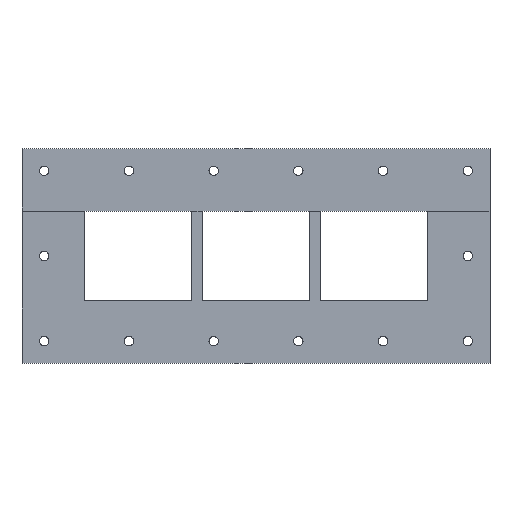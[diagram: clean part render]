
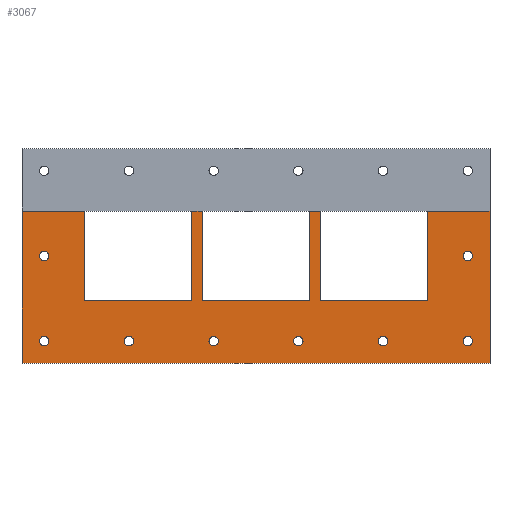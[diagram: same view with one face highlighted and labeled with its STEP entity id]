
A CAD part, top view. The second image highlights one B-rep face of the part: STEP entity #3067.
In plain terms, the highlighted planar face has unit normal (0, 0, 1).
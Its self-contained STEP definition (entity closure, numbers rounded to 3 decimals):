
#263=FACE_BOUND('',#730,.T.);
#264=FACE_BOUND('',#731,.T.);
#265=FACE_BOUND('',#732,.T.);
#266=FACE_BOUND('',#733,.T.);
#267=FACE_BOUND('',#734,.T.);
#268=FACE_BOUND('',#735,.T.);
#269=FACE_BOUND('',#736,.T.);
#270=FACE_BOUND('',#737,.T.);
#385=CIRCLE('',#3493,5.25);
#386=CIRCLE('',#3494,5.25);
#387=CIRCLE('',#3495,5.25);
#388=CIRCLE('',#3496,5.25);
#389=CIRCLE('',#3497,5.25);
#390=CIRCLE('',#3498,5.25);
#391=CIRCLE('',#3499,5.25);
#392=CIRCLE('',#3500,5.25);
#542=FACE_OUTER_BOUND('',#729,.T.);
#729=EDGE_LOOP('',(#2290,#2291,#2292,#2293,#2294,#2295,#2296,#2297,#2298,
#2299,#2300,#2301,#2302,#2303,#2304,#2305));
#730=EDGE_LOOP('',(#2306));
#731=EDGE_LOOP('',(#2307));
#732=EDGE_LOOP('',(#2308));
#733=EDGE_LOOP('',(#2309));
#734=EDGE_LOOP('',(#2310));
#735=EDGE_LOOP('',(#2311));
#736=EDGE_LOOP('',(#2312));
#737=EDGE_LOOP('',(#2313));
#1001=LINE('',#4878,#1242);
#1006=LINE('',#4888,#1247);
#1026=LINE('',#4930,#1267);
#1027=LINE('',#4932,#1268);
#1028=LINE('',#4934,#1269);
#1029=LINE('',#4936,#1270);
#1030=LINE('',#4938,#1271);
#1031=LINE('',#4940,#1272);
#1032=LINE('',#4942,#1273);
#1033=LINE('',#4944,#1274);
#1034=LINE('',#4946,#1275);
#1035=LINE('',#4948,#1276);
#1036=LINE('',#4950,#1277);
#1037=LINE('',#4952,#1278);
#1038=LINE('',#4953,#1279);
#1039=LINE('',#4954,#1280);
#1242=VECTOR('',#3952,10.);
#1247=VECTOR('',#3959,10.);
#1267=VECTOR('',#3989,10.);
#1268=VECTOR('',#3990,10.);
#1269=VECTOR('',#3991,10.);
#1270=VECTOR('',#3992,10.);
#1271=VECTOR('',#3993,10.);
#1272=VECTOR('',#3994,10.);
#1273=VECTOR('',#3995,10.);
#1274=VECTOR('',#3996,10.);
#1275=VECTOR('',#3997,10.);
#1276=VECTOR('',#3998,10.);
#1277=VECTOR('',#3999,10.);
#1278=VECTOR('',#4000,10.);
#1279=VECTOR('',#4001,10.);
#1280=VECTOR('',#4002,10.);
#1494=VERTEX_POINT('',#4876);
#1495=VERTEX_POINT('',#4877);
#1498=VERTEX_POINT('',#4885);
#1499=VERTEX_POINT('',#4887);
#1516=VERTEX_POINT('',#4929);
#1517=VERTEX_POINT('',#4931);
#1518=VERTEX_POINT('',#4933);
#1519=VERTEX_POINT('',#4935);
#1520=VERTEX_POINT('',#4937);
#1521=VERTEX_POINT('',#4939);
#1522=VERTEX_POINT('',#4941);
#1523=VERTEX_POINT('',#4943);
#1524=VERTEX_POINT('',#4945);
#1525=VERTEX_POINT('',#4947);
#1526=VERTEX_POINT('',#4949);
#1527=VERTEX_POINT('',#4951);
#1528=VERTEX_POINT('',#4955);
#1529=VERTEX_POINT('',#4957);
#1530=VERTEX_POINT('',#4959);
#1531=VERTEX_POINT('',#4961);
#1532=VERTEX_POINT('',#4963);
#1533=VERTEX_POINT('',#4965);
#1534=VERTEX_POINT('',#4967);
#1535=VERTEX_POINT('',#4969);
#1788=EDGE_CURVE('',#1494,#1495,#1001,.T.);
#1793=EDGE_CURVE('',#1499,#1498,#1006,.T.);
#1815=EDGE_CURVE('',#1498,#1516,#1026,.T.);
#1816=EDGE_CURVE('',#1516,#1517,#1027,.T.);
#1817=EDGE_CURVE('',#1517,#1518,#1028,.T.);
#1818=EDGE_CURVE('',#1518,#1519,#1029,.T.);
#1819=EDGE_CURVE('',#1519,#1520,#1030,.T.);
#1820=EDGE_CURVE('',#1520,#1521,#1031,.T.);
#1821=EDGE_CURVE('',#1521,#1522,#1032,.T.);
#1822=EDGE_CURVE('',#1522,#1523,#1033,.T.);
#1823=EDGE_CURVE('',#1523,#1524,#1034,.T.);
#1824=EDGE_CURVE('',#1524,#1525,#1035,.T.);
#1825=EDGE_CURVE('',#1525,#1526,#1036,.T.);
#1826=EDGE_CURVE('',#1526,#1527,#1037,.T.);
#1827=EDGE_CURVE('',#1527,#1494,#1038,.T.);
#1828=EDGE_CURVE('',#1495,#1499,#1039,.T.);
#1829=EDGE_CURVE('',#1528,#1528,#385,.T.);
#1830=EDGE_CURVE('',#1529,#1529,#386,.T.);
#1831=EDGE_CURVE('',#1530,#1530,#387,.T.);
#1832=EDGE_CURVE('',#1531,#1531,#388,.T.);
#1833=EDGE_CURVE('',#1532,#1532,#389,.T.);
#1834=EDGE_CURVE('',#1533,#1533,#390,.T.);
#1835=EDGE_CURVE('',#1534,#1534,#391,.T.);
#1836=EDGE_CURVE('',#1535,#1535,#392,.T.);
#2290=ORIENTED_EDGE('',*,*,#1793,.T.);
#2291=ORIENTED_EDGE('',*,*,#1815,.T.);
#2292=ORIENTED_EDGE('',*,*,#1816,.T.);
#2293=ORIENTED_EDGE('',*,*,#1817,.T.);
#2294=ORIENTED_EDGE('',*,*,#1818,.T.);
#2295=ORIENTED_EDGE('',*,*,#1819,.T.);
#2296=ORIENTED_EDGE('',*,*,#1820,.T.);
#2297=ORIENTED_EDGE('',*,*,#1821,.T.);
#2298=ORIENTED_EDGE('',*,*,#1822,.T.);
#2299=ORIENTED_EDGE('',*,*,#1823,.T.);
#2300=ORIENTED_EDGE('',*,*,#1824,.T.);
#2301=ORIENTED_EDGE('',*,*,#1825,.T.);
#2302=ORIENTED_EDGE('',*,*,#1826,.T.);
#2303=ORIENTED_EDGE('',*,*,#1827,.T.);
#2304=ORIENTED_EDGE('',*,*,#1788,.T.);
#2305=ORIENTED_EDGE('',*,*,#1828,.T.);
#2306=ORIENTED_EDGE('',*,*,#1829,.T.);
#2307=ORIENTED_EDGE('',*,*,#1830,.T.);
#2308=ORIENTED_EDGE('',*,*,#1831,.T.);
#2309=ORIENTED_EDGE('',*,*,#1832,.T.);
#2310=ORIENTED_EDGE('',*,*,#1833,.T.);
#2311=ORIENTED_EDGE('',*,*,#1834,.T.);
#2312=ORIENTED_EDGE('',*,*,#1835,.T.);
#2313=ORIENTED_EDGE('',*,*,#1836,.T.);
#2959=PLANE('',#3492);
#3067=ADVANCED_FACE('',(#542,#263,#264,#265,#266,#267,#268,#269,#270),#2959,
 .T.);
#3492=AXIS2_PLACEMENT_3D('',#4928,#3987,#3988);
#3493=AXIS2_PLACEMENT_3D('',#4956,#4003,#4004);
#3494=AXIS2_PLACEMENT_3D('',#4958,#4005,#4006);
#3495=AXIS2_PLACEMENT_3D('',#4960,#4007,#4008);
#3496=AXIS2_PLACEMENT_3D('',#4962,#4009,#4010);
#3497=AXIS2_PLACEMENT_3D('',#4964,#4011,#4012);
#3498=AXIS2_PLACEMENT_3D('',#4966,#4013,#4014);
#3499=AXIS2_PLACEMENT_3D('',#4968,#4015,#4016);
#3500=AXIS2_PLACEMENT_3D('',#4970,#4017,#4018);
#3952=DIRECTION('',(0.,1.,0.));
#3959=DIRECTION('',(0.,-1.,0.));
#3987=DIRECTION('center_axis',(0.,0.,1.));
#3988=DIRECTION('ref_axis',(1.,0.,0.));
#3989=DIRECTION('',(1.,0.,0.));
#3990=DIRECTION('',(0.,1.,0.));
#3991=DIRECTION('',(-1.,0.,0.));
#3992=DIRECTION('',(0.,-1.,0.));
#3993=DIRECTION('',(-1.,0.,0.));
#3994=DIRECTION('',(0.,1.,0.));
#3995=DIRECTION('',(-1.,0.,0.));
#3996=DIRECTION('',(0.,-1.,0.));
#3997=DIRECTION('',(-1.,0.,0.));
#3998=DIRECTION('',(0.,1.,0.));
#3999=DIRECTION('',(-1.,0.,0.));
#4000=DIRECTION('',(0.,-1.,0.));
#4001=DIRECTION('',(-1.,0.,0.));
#4002=DIRECTION('',(-1.,0.,0.));
#4003=DIRECTION('center_axis',(0.,0.,-1.));
#4004=DIRECTION('ref_axis',(1.,0.,0.));
#4005=DIRECTION('center_axis',(0.,0.,-1.));
#4006=DIRECTION('ref_axis',(1.,0.,0.));
#4007=DIRECTION('center_axis',(0.,0.,-1.));
#4008=DIRECTION('ref_axis',(1.,0.,0.));
#4009=DIRECTION('center_axis',(0.,0.,-1.));
#4010=DIRECTION('ref_axis',(1.,0.,0.));
#4011=DIRECTION('center_axis',(0.,0.,-1.));
#4012=DIRECTION('ref_axis',(1.,0.,0.));
#4013=DIRECTION('center_axis',(0.,0.,-1.));
#4014=DIRECTION('ref_axis',(1.,0.,0.));
#4015=DIRECTION('center_axis',(0.,0.,-1.));
#4016=DIRECTION('ref_axis',(1.,0.,0.));
#4017=DIRECTION('center_axis',(0.,0.,-1.));
#4018=DIRECTION('ref_axis',(1.,0.,0.));
#4876=CARTESIAN_POINT('',(-192.75,-50.5,0.));
#4877=CARTESIAN_POINT('',(-192.75,50.,0.));
#4878=CARTESIAN_POINT('',(-192.75,-25.25,0.));
#4885=CARTESIAN_POINT('',(-262.75,-120.5,0.));
#4887=CARTESIAN_POINT('',(-262.75,50.,0.));
#4888=CARTESIAN_POINT('',(-262.75,120.5,0.));
#4928=CARTESIAN_POINT('Origin',(0.,0.,0.));
#4929=CARTESIAN_POINT('',(262.75,-120.5,0.));
#4930=CARTESIAN_POINT('',(-262.75,-120.5,0.));
#4931=CARTESIAN_POINT('',(262.75,50.,0.));
#4932=CARTESIAN_POINT('',(262.75,-120.5,0.));
#4933=CARTESIAN_POINT('',(192.75,50.,0.));
#4934=CARTESIAN_POINT('',(131.375,50.,0.));
#4935=CARTESIAN_POINT('',(192.75,-50.5,0.));
#4936=CARTESIAN_POINT('',(192.75,25.25,0.));
#4937=CARTESIAN_POINT('',(72.25,-50.5,0.));
#4938=CARTESIAN_POINT('',(96.375,-50.5,0.));
#4939=CARTESIAN_POINT('',(72.25,50.,0.));
#4940=CARTESIAN_POINT('',(72.25,-25.25,0.));
#4941=CARTESIAN_POINT('',(60.25,50.,0.));
#4942=CARTESIAN_POINT('',(131.375,50.,0.));
#4943=CARTESIAN_POINT('',(60.25,-50.5,0.));
#4944=CARTESIAN_POINT('',(60.25,25.25,0.));
#4945=CARTESIAN_POINT('',(-60.25,-50.5,0.));
#4946=CARTESIAN_POINT('',(30.125,-50.5,0.));
#4947=CARTESIAN_POINT('',(-60.25,50.,0.));
#4948=CARTESIAN_POINT('',(-60.25,-25.25,0.));
#4949=CARTESIAN_POINT('',(-72.25,50.,0.));
#4950=CARTESIAN_POINT('',(131.375,50.,0.));
#4951=CARTESIAN_POINT('',(-72.25,-50.5,0.));
#4952=CARTESIAN_POINT('',(-72.25,25.25,0.));
#4953=CARTESIAN_POINT('',(-36.125,-50.5,0.));
#4954=CARTESIAN_POINT('',(131.375,50.,0.));
#4955=CARTESIAN_POINT('',(232.5,0.,0.));
#4956=CARTESIAN_POINT('Origin',(237.75,0.,0.));
#4957=CARTESIAN_POINT('',(232.5,-95.5,0.));
#4958=CARTESIAN_POINT('Origin',(237.75,-95.5,0.));
#4959=CARTESIAN_POINT('',(137.4,-95.5,0.));
#4960=CARTESIAN_POINT('Origin',(142.65,-95.5,0.));
#4961=CARTESIAN_POINT('',(42.3,-95.5,0.));
#4962=CARTESIAN_POINT('Origin',(47.55,-95.5,0.));
#4963=CARTESIAN_POINT('',(-52.8,-95.5,0.));
#4964=CARTESIAN_POINT('Origin',(-47.55,-95.5,0.));
#4965=CARTESIAN_POINT('',(-147.9,-95.5,0.));
#4966=CARTESIAN_POINT('Origin',(-142.65,-95.5,0.));
#4967=CARTESIAN_POINT('',(-243.,0.,0.));
#4968=CARTESIAN_POINT('Origin',(-237.75,0.,0.));
#4969=CARTESIAN_POINT('',(-243.,-95.5,0.));
#4970=CARTESIAN_POINT('Origin',(-237.75,-95.5,0.));
